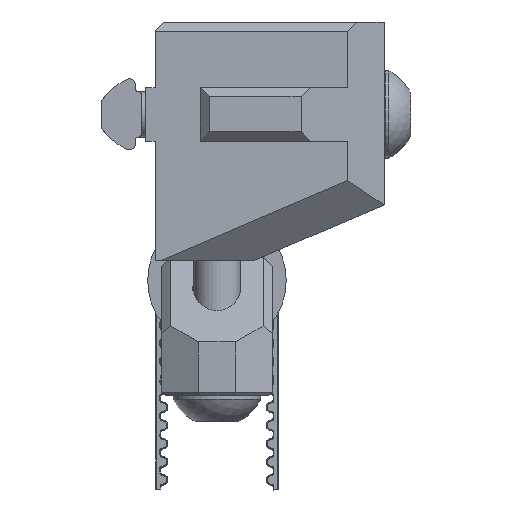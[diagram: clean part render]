
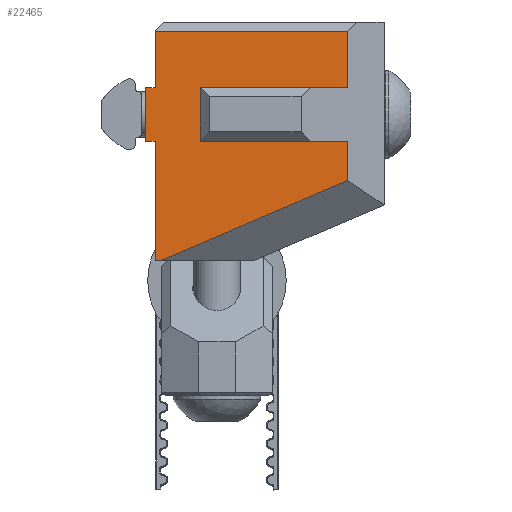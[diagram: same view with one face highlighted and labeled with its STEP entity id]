
A CAD part, left-side view. The second image highlights one B-rep face of the part: STEP entity #22465.
In plain terms, the highlighted planar face has unit normal (-1, 0, 0).
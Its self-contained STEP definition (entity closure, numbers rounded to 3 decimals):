
#3685=FACE_OUTER_BOUND('',#5094,.T.);
#5094=EDGE_LOOP('',(#19950,#19951,#19952,#19953,#19954,#19955,#19956,#19957,
#19958,#19959,#19960,#19961,#19962));
#6552=LINE('',#39410,#8315);
#6563=LINE('',#39433,#8326);
#6577=LINE('',#39463,#8340);
#6586=LINE('',#39486,#8349);
#6629=LINE('',#39576,#8392);
#6666=LINE('',#39656,#8429);
#6670=LINE('',#39663,#8433);
#6674=LINE('',#39670,#8437);
#6676=LINE('',#39674,#8439);
#6708=LINE('',#39744,#8471);
#6709=LINE('',#39745,#8472);
#6742=LINE('',#39835,#8505);
#6750=LINE('',#39854,#8513);
#8315=VECTOR('',#32090,15.901);
#8326=VECTOR('',#32105,1.);
#8340=VECTOR('',#32125,5.8);
#8349=VECTOR('',#32144,1.);
#8392=VECTOR('',#32217,12.894);
#8429=VECTOR('',#32288,21.927);
#8433=VECTOR('',#32294,15.901);
#8437=VECTOR('',#32302,5.8);
#8439=VECTOR('',#32306,0.646);
#8471=VECTOR('',#32378,6.1);
#8472=VECTOR('',#32379,4.256);
#8505=VECTOR('',#32458,6.1);
#8513=VECTOR('',#32474,20.8);
#10396=VERTEX_POINT('',#39408);
#10397=VERTEX_POINT('',#39409);
#10405=VERTEX_POINT('',#39427);
#10407=VERTEX_POINT('',#39431);
#10420=VERTEX_POINT('',#39461);
#10429=VERTEX_POINT('',#39484);
#10461=VERTEX_POINT('',#39574);
#10486=VERTEX_POINT('',#39653);
#10487=VERTEX_POINT('',#39655);
#10488=VERTEX_POINT('',#39659);
#10489=VERTEX_POINT('',#39661);
#10509=VERTEX_POINT('',#39742);
#10543=VERTEX_POINT('',#39834);
#13491=EDGE_CURVE('',#10396,#10397,#6552,.T.);
#13502=EDGE_CURVE('',#10407,#10405,#6563,.T.);
#13517=EDGE_CURVE('',#10420,#10407,#6577,.T.);
#13529=EDGE_CURVE('',#10429,#10420,#6586,.T.);
#13573=EDGE_CURVE('',#10429,#10461,#6629,.T.);
#13612=EDGE_CURVE('',#10486,#10487,#6666,.T.);
#13616=EDGE_CURVE('',#10488,#10489,#6670,.T.);
#13620=EDGE_CURVE('',#10489,#10396,#6674,.T.);
#13622=EDGE_CURVE('',#10461,#10487,#6676,.T.);
#13659=EDGE_CURVE('',#10509,#10397,#6708,.T.);
#13660=EDGE_CURVE('',#10488,#10486,#6709,.T.);
#13705=EDGE_CURVE('',#10543,#10405,#6742,.T.);
#13715=EDGE_CURVE('',#10543,#10509,#6750,.T.);
#19950=ORIENTED_EDGE('',*,*,#13491,.T.);
#19951=ORIENTED_EDGE('',*,*,#13659,.F.);
#19952=ORIENTED_EDGE('',*,*,#13715,.F.);
#19953=ORIENTED_EDGE('',*,*,#13705,.T.);
#19954=ORIENTED_EDGE('',*,*,#13502,.F.);
#19955=ORIENTED_EDGE('',*,*,#13517,.F.);
#19956=ORIENTED_EDGE('',*,*,#13529,.F.);
#19957=ORIENTED_EDGE('',*,*,#13573,.T.);
#19958=ORIENTED_EDGE('',*,*,#13622,.T.);
#19959=ORIENTED_EDGE('',*,*,#13612,.F.);
#19960=ORIENTED_EDGE('',*,*,#13660,.F.);
#19961=ORIENTED_EDGE('',*,*,#13616,.T.);
#19962=ORIENTED_EDGE('',*,*,#13620,.T.);
#21126=PLANE('',#25422);
#22465=ADVANCED_FACE('',(#3685),#21126,.T.);
#25422=AXIS2_PLACEMENT_3D('',#39853,#32472,#32473);
#32090=DIRECTION('',(0.,-1.,0.));
#32105=DIRECTION('',(0.,-1.,0.));
#32125=DIRECTION('',(0.,0.,1.));
#32144=DIRECTION('',(0.,1.,0.));
#32217=DIRECTION('',(0.,0.,-1.));
#32288=DIRECTION('',(0.,0.919,-0.394));
#32294=DIRECTION('',(0.,1.,0.));
#32302=DIRECTION('',(0.,0.,1.));
#32306=DIRECTION('',(0.,-1.,0.));
#32378=DIRECTION('',(0.,0.,-1.));
#32379=DIRECTION('',(0.,0.,-1.));
#32458=DIRECTION('',(0.,0.,-1.));
#32472=DIRECTION('center_axis',(-1.,0.,0.));
#32473=DIRECTION('ref_axis',(0.,0.,-1.));
#32474=DIRECTION('',(0.,-1.,0.));
#39408=CARTESIAN_POINT('',(190.348,-24.999,47.9));
#39409=CARTESIAN_POINT('',(190.348,-40.9,47.9));
#39410=CARTESIAN_POINT('',(190.348,-24.999,47.9));
#39427=CARTESIAN_POINT('',(190.348,-20.1,47.9));
#39431=CARTESIAN_POINT('',(190.348,-19.1,47.9));
#39433=CARTESIAN_POINT('',(190.348,-19.1,47.9));
#39461=CARTESIAN_POINT('',(190.348,-19.1,42.1));
#39463=CARTESIAN_POINT('',(190.348,-19.1,42.1));
#39484=CARTESIAN_POINT('',(190.348,-20.1,42.1));
#39486=CARTESIAN_POINT('',(190.348,-20.1,42.1));
#39574=CARTESIAN_POINT('',(190.348,-20.1,29.206));
#39576=CARTESIAN_POINT('',(190.348,-20.1,42.1));
#39653=CARTESIAN_POINT('',(190.348,-40.9,37.844));
#39655=CARTESIAN_POINT('',(190.348,-20.746,29.206));
#39656=CARTESIAN_POINT('',(190.348,-40.9,37.844));
#39659=CARTESIAN_POINT('',(190.348,-40.9,42.1));
#39661=CARTESIAN_POINT('',(190.348,-24.999,42.1));
#39663=CARTESIAN_POINT('',(190.348,-40.9,42.1));
#39670=CARTESIAN_POINT('',(190.348,-24.999,42.1));
#39674=CARTESIAN_POINT('',(190.348,-20.1,29.206));
#39742=CARTESIAN_POINT('',(190.348,-40.9,54.));
#39744=CARTESIAN_POINT('',(190.348,-40.9,54.));
#39745=CARTESIAN_POINT('',(190.348,-40.9,42.1));
#39834=CARTESIAN_POINT('',(190.348,-20.1,54.));
#39835=CARTESIAN_POINT('',(190.348,-20.1,54.));
#39853=CARTESIAN_POINT('Origin',(190.348,-22.401,50.));
#39854=CARTESIAN_POINT('',(190.348,-20.1,54.));
